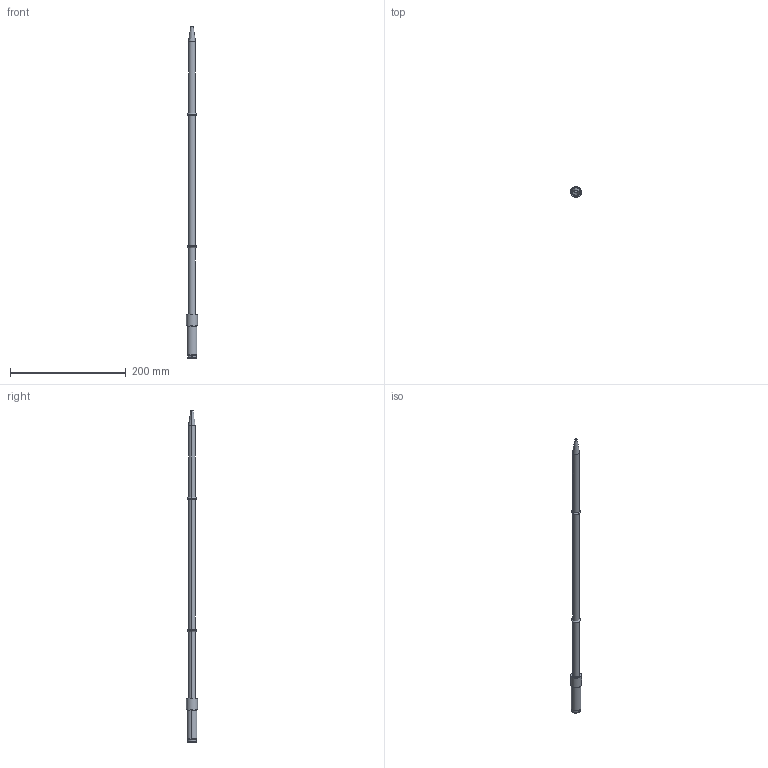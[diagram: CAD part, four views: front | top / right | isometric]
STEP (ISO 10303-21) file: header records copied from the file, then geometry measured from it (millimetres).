
FILE_DESCRIPTION (( 'STEP AP214' ), '1' );
FILE_NAME ('LGGC.STEP', '2020-01-18T17:41:35', ( 'User' ), ( '' ), 'SwSTEP 2.0', 'SolidWorks 2018', '' );
FILE_SCHEMA (( 'AUTOMOTIVE_DESIGN' ));
Length unit declared in the file: millimetre
Products named in the file (5): Fourth part of LGGC; Third part of LGCC; Second part of LGCC; Light gas gun cartridge; LGGC
Assembly tree (4 placements, depth 2):
  LGGC
    Light gas gun cartridge
    Second part of LGCC
    Third part of LGCC
    Fourth part of LGGC
Bounding box: 19.14 x 19.14 x 572.78 mm (x, y, z)
Volume: 73406.6 mm3; surface area: 29562 mm2
Topology: 7 solids, 7 shells, 179 faces, 467 edges, 301 vertices
Faces by surface type: cylinder 110, plane 26, torus 25, bspline 12, cone 6
Entity records: 11253 total; most frequent: CARTESIAN_POINT 7249, ORIENTED_EDGE 934, DIRECTION 686, EDGE_CURVE 467, VERTEX_POINT 301, AXIS2_PLACEMENT_3D 276, EDGE_LOOP 184, ADVANCED_FACE 179
